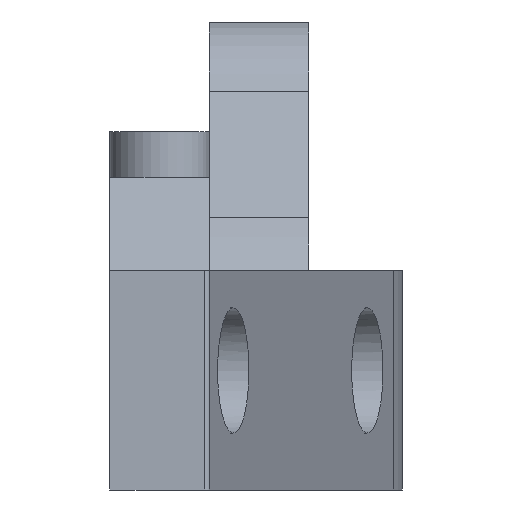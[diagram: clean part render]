
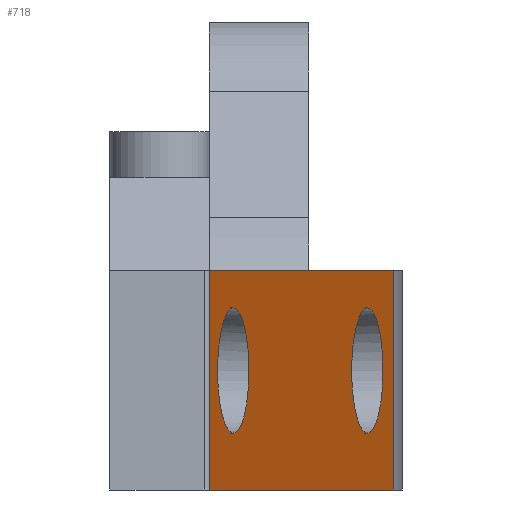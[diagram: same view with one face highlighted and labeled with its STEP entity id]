
A CAD part, front view. The second image highlights one B-rep face of the part: STEP entity #718.
In plain terms, the highlighted planar face has unit normal (0.97, -0.242, 0).
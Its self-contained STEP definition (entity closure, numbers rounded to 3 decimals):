
#164 = VERTEX_POINT('',#165);
#165 = CARTESIAN_POINT('',(45.,-105.81,11.));
#172 = EDGE_CURVE('',#173,#164,#175,.T.);
#173 = VERTEX_POINT('',#174);
#174 = CARTESIAN_POINT('',(45.,-105.81,0.));
#175 = LINE('',#176,#177);
#176 = CARTESIAN_POINT('',(45.,-105.81,0.));
#177 = VECTOR('',#178,1.);
#178 = DIRECTION('',(0.,0.,1.));
#198 = EDGE_CURVE('',#173,#199,#201,.T.);
#199 = VERTEX_POINT('',#200);
#200 = CARTESIAN_POINT('',(54.236,-68.766,0.));
#201 = LINE('',#202,#203);
#202 = CARTESIAN_POINT('',(45.,-105.81,0.));
#203 = VECTOR('',#204,1.);
#204 = DIRECTION('',(0.242,0.97,0.));
#394 = EDGE_CURVE('',#164,#395,#397,.T.);
#395 = VERTEX_POINT('',#396);
#396 = CARTESIAN_POINT('',(54.236,-68.766,11.));
#397 = LINE('',#398,#399);
#398 = CARTESIAN_POINT('',(45.,-105.81,11.));
#399 = VECTOR('',#400,1.);
#400 = DIRECTION('',(0.242,0.97,0.));
#718 = ADVANCED_FACE('',(#719,#730,#741),#752,.F.);
#719 = FACE_BOUND('',#720,.F.);
#720 = EDGE_LOOP('',(#721,#722,#723,#729));
#721 = ORIENTED_EDGE('',*,*,#172,.T.);
#722 = ORIENTED_EDGE('',*,*,#394,.T.);
#723 = ORIENTED_EDGE('',*,*,#724,.F.);
#724 = EDGE_CURVE('',#199,#395,#725,.T.);
#725 = LINE('',#726,#727);
#726 = CARTESIAN_POINT('',(54.236,-68.766,0.));
#727 = VECTOR('',#728,1.);
#728 = DIRECTION('',(0.,0.,1.));
#729 = ORIENTED_EDGE('',*,*,#198,.F.);
#730 = FACE_BOUND('',#731,.F.);
#731 = EDGE_LOOP('',(#732));
#732 = ORIENTED_EDGE('',*,*,#733,.F.);
#733 = EDGE_CURVE('',#734,#734,#736,.T.);
#734 = VERTEX_POINT('',#735);
#735 = CARTESIAN_POINT('',(53.717,-70.85,6.));
#736 = ELLIPSE('',#737,3.246,3.15);
#737 = AXIS2_PLACEMENT_3D('',#738,#739,#740);
#738 = CARTESIAN_POINT('',(52.931,-74.,6.));
#739 = DIRECTION('',(-0.97,0.242,0.));
#740 = DIRECTION('',(-0.242,-0.97,0.));
#741 = FACE_BOUND('',#742,.F.);
#742 = EDGE_LOOP('',(#743));
#743 = ORIENTED_EDGE('',*,*,#744,.F.);
#744 = EDGE_CURVE('',#745,#745,#747,.T.);
#745 = VERTEX_POINT('',#746);
#746 = CARTESIAN_POINT('',(46.985,-97.85,6.));
#747 = ELLIPSE('',#748,3.246,3.15);
#748 = AXIS2_PLACEMENT_3D('',#749,#750,#751);
#749 = CARTESIAN_POINT('',(46.199,-101.,6.));
#750 = DIRECTION('',(-0.97,0.242,0.));
#751 = DIRECTION('',(-0.242,-0.97,0.));
#752 = PLANE('',#753);
#753 = AXIS2_PLACEMENT_3D('',#754,#755,#756);
#754 = CARTESIAN_POINT('',(45.,-105.81,0.));
#755 = DIRECTION('',(-0.97,0.242,0.));
#756 = DIRECTION('',(0.242,0.97,0.));
